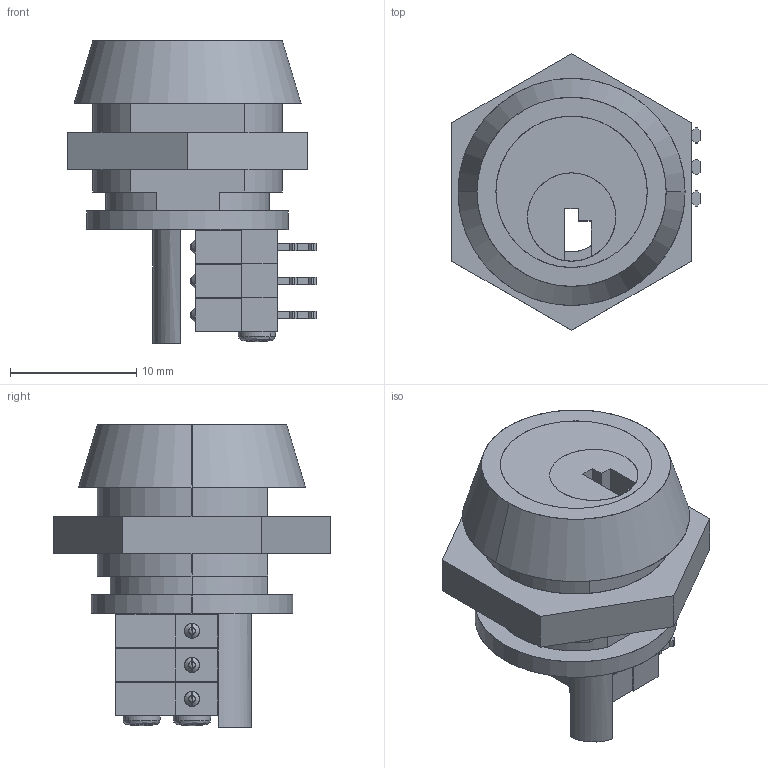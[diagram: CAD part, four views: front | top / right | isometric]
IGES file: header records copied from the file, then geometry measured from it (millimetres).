
Start section: SolidWorks IGES file using analytic representation for surfaces
Global section: file name: S-10-90-B-3.IGS; native system: SolidWorks 2014; preprocessor: SolidWorks 2014; author: 1337yo; date: 190531.130055; units: millimetre
Bounding box: 19.7 x 21.94 x 24 mm (x, y, z)
Surface area: 3991.6 mm2 (no closed solid volume)
Topology: 0 solids, 0 shells, 400 faces, 3439 edges, 3428 vertices
Faces by surface type: bspline 304, revolution 96
